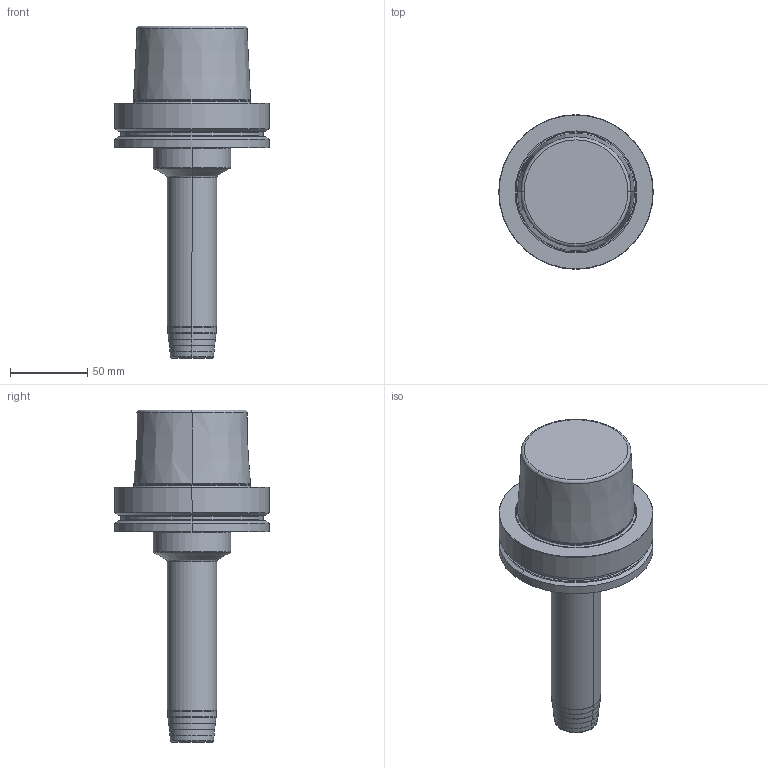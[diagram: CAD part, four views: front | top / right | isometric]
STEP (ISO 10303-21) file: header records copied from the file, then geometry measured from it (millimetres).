
FILE_DESCRIPTION((''),'2;1');
FILE_NAME('30526498','2018-12-17T14:37:02',('bahnemannr'),(''),'CREO PARAMETRIC BY PTC INC, 2018020','CREO PARAMETRIC BY PTC INC, 2018020','');
FILE_SCHEMA(('AUTOMOTIVE_DESIGN { 1 0 10303 214 1 1 1 1 }'));
Length unit declared in the file: millimetre
Products named in the file (1): 30526498
Bounding box: 100 x 100 x 214.9 mm (x, y, z)
Volume: 553701.5 mm3; surface area: 52523.1 mm2
Topology: 1 solids, 1 shells, 80 faces, 162 edges, 98 vertices
Faces by surface type: torus 30, cone 24, cylinder 14, plane 12
Entity records: 3430 total; most frequent: DIRECTION 448, CARTESIAN_POINT 337, ORIENTED_EDGE 316, AXIS2_PLACEMENT_3D 203, PRESENTATION_STYLE_ASSIGNMENT 166, STYLED_ITEM 166, CURVE_STYLE 165, EDGE_CURVE 158
